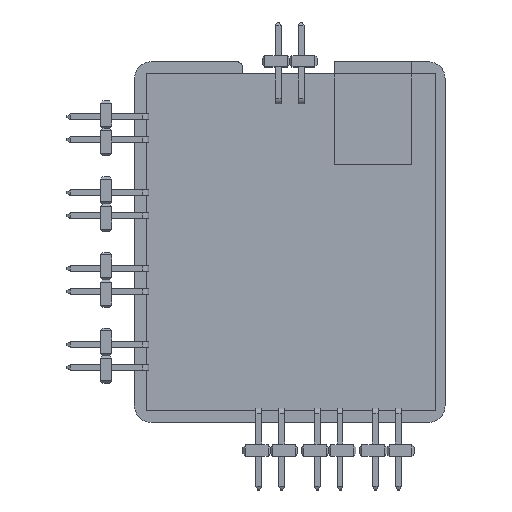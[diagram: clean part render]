
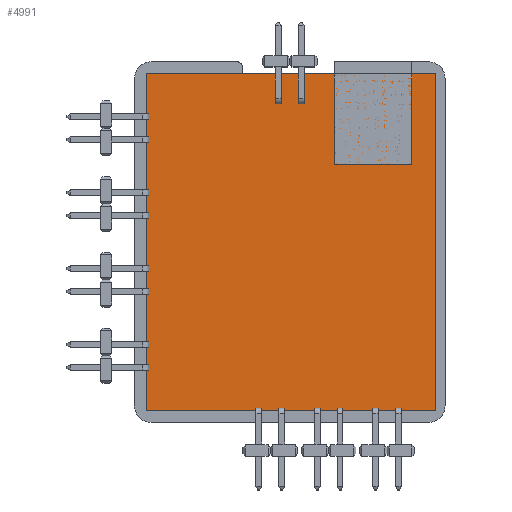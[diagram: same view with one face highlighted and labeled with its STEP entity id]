
A CAD part, top view. The second image highlights one B-rep face of the part: STEP entity #4991.
In plain terms, the highlighted planar face has unit normal (0, 0, 1).
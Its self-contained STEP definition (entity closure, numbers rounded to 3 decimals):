
#452=PLANE('',#5520);
#695=FACE_OUTER_BOUND('',#1132,.T.);
#1132=EDGE_LOOP('',(#4421,#4422,#4423,#4424));
#1529=LINE('',#8190,#1934);
#1532=LINE('',#8196,#1937);
#1535=LINE('',#8202,#1940);
#1538=LINE('',#8206,#1943);
#1934=VECTOR('',#6868,10.);
#1937=VECTOR('',#6873,10.);
#1940=VECTOR('',#6878,10.);
#1943=VECTOR('',#6883,10.);
#2554=VERTEX_POINT('',#8187);
#2555=VERTEX_POINT('',#8189);
#2557=VERTEX_POINT('',#8195);
#2559=VERTEX_POINT('',#8201);
#3173=EDGE_CURVE('',#2555,#2554,#1529,.T.);
#3176=EDGE_CURVE('',#2557,#2555,#1532,.T.);
#3179=EDGE_CURVE('',#2559,#2557,#1535,.T.);
#3182=EDGE_CURVE('',#2554,#2559,#1538,.T.);
#4421=ORIENTED_EDGE('',*,*,#3182,.T.);
#4422=ORIENTED_EDGE('',*,*,#3179,.T.);
#4423=ORIENTED_EDGE('',*,*,#3176,.T.);
#4424=ORIENTED_EDGE('',*,*,#3173,.T.);
#4991=ADVANCED_FACE('',(#695),#452,.T.);
#5520=AXIS2_PLACEMENT_3D('',#8207,#6884,#6885);
#6868=DIRECTION('',(-1.,0.,0.));
#6873=DIRECTION('',(0.,1.,0.));
#6878=DIRECTION('',(1.,0.,0.));
#6883=DIRECTION('',(0.,-1.,0.));
#6884=DIRECTION('center_axis',(0.,0.,1.));
#6885=DIRECTION('ref_axis',(1.,0.,0.));
#8187=CARTESIAN_POINT('',(-50.375,30.375,0.1));
#8189=CARTESIAN_POINT('',(1.77,30.375,0.1));
#8190=CARTESIAN_POINT('',(1.77,30.375,0.1));
#8195=CARTESIAN_POINT('',(1.77,-30.375,0.1));
#8196=CARTESIAN_POINT('',(1.77,-30.375,0.1));
#8201=CARTESIAN_POINT('',(-50.375,-30.375,0.1));
#8202=CARTESIAN_POINT('',(-50.375,-30.375,0.1));
#8206=CARTESIAN_POINT('',(-50.375,30.375,0.1));
#8207=CARTESIAN_POINT('Origin',(-24.303,0.,0.1));
